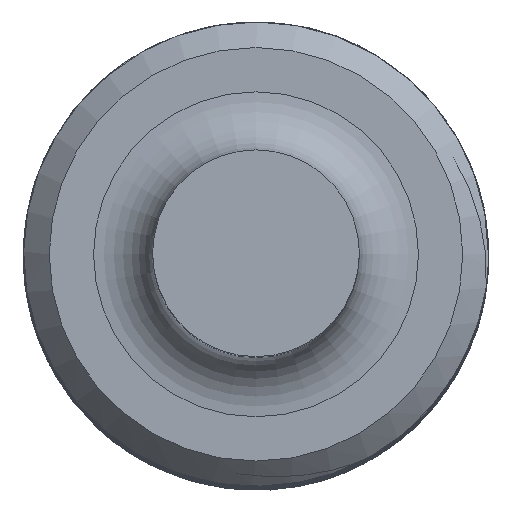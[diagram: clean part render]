
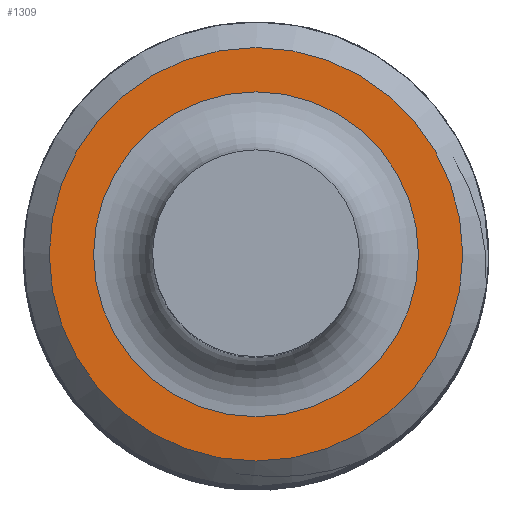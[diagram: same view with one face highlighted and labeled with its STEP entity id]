
A CAD part, top view. The second image highlights one B-rep face of the part: STEP entity #1309.
In plain terms, the highlighted planar face has unit normal (0, 0, 1).
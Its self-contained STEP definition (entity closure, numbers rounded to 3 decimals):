
#22=FACE_BOUND('',#170,.T.);
#31=PLANE('',#1404);
#97=FACE_OUTER_BOUND('',#169,.T.);
#169=EDGE_LOOP('',(#1150));
#170=EDGE_LOOP('',(#1151));
#188=CIRCLE('',#1402,3.5);
#190=CIRCLE('',#1405,2.75);
#567=VERTEX_POINT('',#5588);
#568=VERTEX_POINT('',#5593);
#763=EDGE_CURVE('',#567,#567,#188,.T.);
#766=EDGE_CURVE('',#568,#568,#190,.T.);
#1150=ORIENTED_EDGE('',*,*,#763,.F.);
#1151=ORIENTED_EDGE('',*,*,#766,.F.);
#1309=ADVANCED_FACE('',(#97,#22),#31,.T.);
#1402=AXIS2_PLACEMENT_3D('',#5589,#1621,#1622);
#1404=AXIS2_PLACEMENT_3D('',#5592,#1626,#1627);
#1405=AXIS2_PLACEMENT_3D('',#5594,#1628,#1629);
#1621=DIRECTION('center_axis',(0.,0.,-1.));
#1622=DIRECTION('ref_axis',(-1.,0.,0.));
#1626=DIRECTION('center_axis',(0.,0.,1.));
#1627=DIRECTION('ref_axis',(1.,0.,0.));
#1628=DIRECTION('center_axis',(0.,0.,1.));
#1629=DIRECTION('ref_axis',(-1.,0.,0.));
#5588=CARTESIAN_POINT('',(3.5,0.,40.));
#5589=CARTESIAN_POINT('Origin',(0.,0.,40.));
#5592=CARTESIAN_POINT('Origin',(0.,0.,40.));
#5593=CARTESIAN_POINT('',(2.75,0.,40.));
#5594=CARTESIAN_POINT('Origin',(0.,0.,40.));
